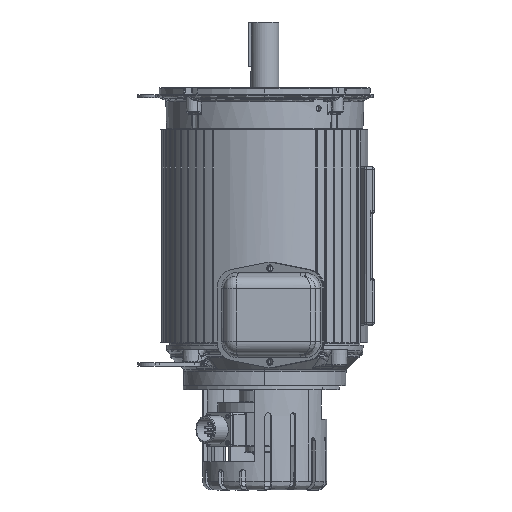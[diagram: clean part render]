
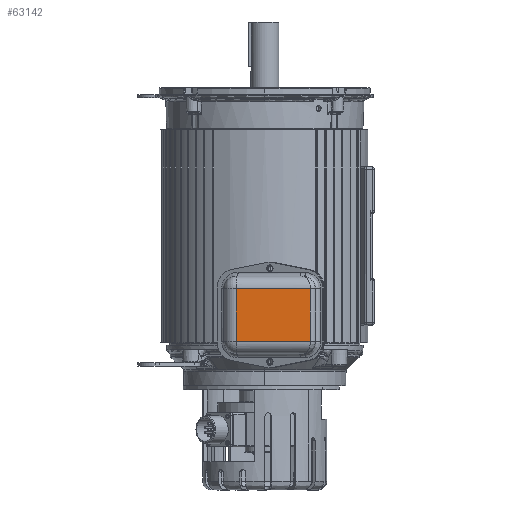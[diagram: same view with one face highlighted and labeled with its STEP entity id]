
A CAD part, left-side view. The second image highlights one B-rep face of the part: STEP entity #63142.
In plain terms, the highlighted planar face has unit normal (-1, 0, 0).
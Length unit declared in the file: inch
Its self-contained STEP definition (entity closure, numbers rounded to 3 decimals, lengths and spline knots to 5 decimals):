
#490 = DIRECTION ( 'NONE',  ( 0., 0., 1. ) ) ;
#5024 = DIRECTION ( 'NONE',  ( 0., 0., -1. ) ) ;
#5270 = CARTESIAN_POINT ( 'NONE',  ( -7.61406, -1.83255, -4.239 ) ) ;
#7807 = DIRECTION ( 'NONE',  ( 0., 0., -1. ) ) ;
#11985 = VECTOR ( 'NONE', #50003, 39.37008 ) ;
#15895 = PLANE ( 'NONE',  #45014 ) ;
#22711 = EDGE_CURVE ( 'NONE', #36046, #85969, #55007, .T. ) ;
#25284 = CARTESIAN_POINT ( 'NONE',  ( -7.61406, 1.14965, -2.119 ) ) ;
#36046 = VERTEX_POINT ( 'NONE', #102068 ) ;
#37729 = DIRECTION ( 'NONE',  ( 0., -1., 0. ) ) ;
#39078 = LINE ( 'NONE', #73285, #11985 ) ;
#45014 = AXIS2_PLACEMENT_3D ( 'NONE', #115578, #74045, #5024 ) ;
#47899 = EDGE_CURVE ( 'NONE', #105985, #36046, #103983, .T. ) ;
#50003 = DIRECTION ( 'NONE',  ( 0., 1., 0. ) ) ;
#51864 = ORIENTED_EDGE ( 'NONE', *, *, #47899, .F. ) ;
#55007 = LINE ( 'NONE', #99405, #137949 ) ;
#62400 = VECTOR ( 'NONE', #37729, 39.37008 ) ;
#63142 = ADVANCED_FACE ( 'NONE', ( #126514 ), #15895, .F. ) ;
#71381 = VERTEX_POINT ( 'NONE', #123557 ) ;
#72372 = EDGE_CURVE ( 'NONE', #85969, #71381, #39078, .T. ) ;
#73285 = CARTESIAN_POINT ( 'NONE',  ( -7.61406, -2.04035, -4.239 ) ) ;
#74045 = DIRECTION ( 'NONE',  ( 1., 0., 0. ) ) ;
#82118 = CARTESIAN_POINT ( 'NONE',  ( -7.61406, 1.14965, -2.119 ) ) ;
#85969 = VERTEX_POINT ( 'NONE', #5270 ) ;
#89159 = LINE ( 'NONE', #112465, #126098 ) ;
#95135 = EDGE_LOOP ( 'NONE', ( #51864, #103704, #103398, #127151 ) ) ;
#99405 = CARTESIAN_POINT ( 'NONE',  ( -7.61406, -1.83255, -3.179 ) ) ;
#102068 = CARTESIAN_POINT ( 'NONE',  ( -7.61406, -1.83255, -2.119 ) ) ;
#103398 = ORIENTED_EDGE ( 'NONE', *, *, #72372, .F. ) ;
#103704 = ORIENTED_EDGE ( 'NONE', *, *, #103989, .F. ) ;
#103983 = LINE ( 'NONE', #82118, #62400 ) ;
#103989 = EDGE_CURVE ( 'NONE', #71381, #105985, #89159, .T. ) ;
#105985 = VERTEX_POINT ( 'NONE', #25284 ) ;
#112465 = CARTESIAN_POINT ( 'NONE',  ( -7.61406, 1.14965, -4.239 ) ) ;
#115578 = CARTESIAN_POINT ( 'NONE',  ( -7.61406, 1.64965, -3.179 ) ) ;
#123557 = CARTESIAN_POINT ( 'NONE',  ( -7.61406, 1.14965, -4.239 ) ) ;
#126098 = VECTOR ( 'NONE', #490, 39.37008 ) ;
#126514 = FACE_OUTER_BOUND ( 'NONE', #95135, .T. ) ;
#127151 = ORIENTED_EDGE ( 'NONE', *, *, #22711, .F. ) ;
#137949 = VECTOR ( 'NONE', #7807, 39.37008 ) ;
